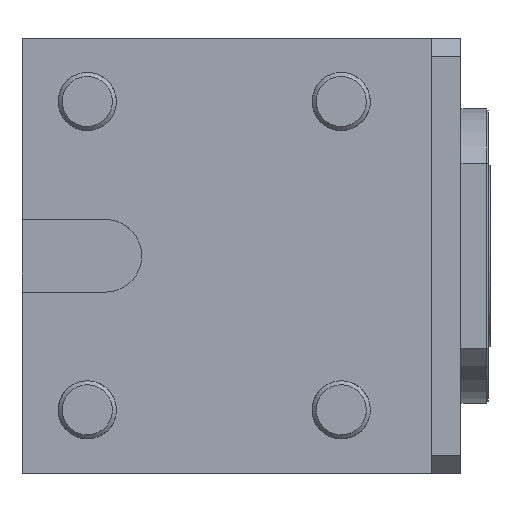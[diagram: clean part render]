
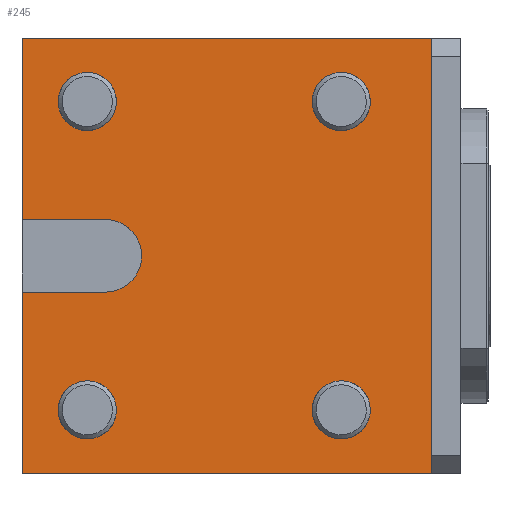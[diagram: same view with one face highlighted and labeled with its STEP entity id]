
A CAD part, top view. The second image highlights one B-rep face of the part: STEP entity #245.
In plain terms, the highlighted planar face has unit normal (0, 0, 1).
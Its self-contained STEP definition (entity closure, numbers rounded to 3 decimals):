
#65=LINE('',#1511,#119);
#76=LINE('',#1534,#130);
#78=LINE('',#1537,#132);
#81=LINE('',#1543,#135);
#82=LINE('',#1545,#136);
#83=LINE('',#1547,#137);
#84=LINE('',#1548,#138);
#119=VECTOR('',#1159,1.);
#130=VECTOR('',#1176,1.);
#132=VECTOR('',#1178,1.);
#135=VECTOR('',#1183,1.);
#136=VECTOR('',#1184,1.);
#137=VECTOR('',#1185,1.);
#138=VECTOR('',#1186,1.);
#170=PLANE('',#1008);
#245=ADVANCED_FACE('',(#317,#318,#319,#320,#321),#170,.F.);
#317=FACE_BOUND('',#394,.T.);
#318=FACE_BOUND('',#395,.T.);
#319=FACE_BOUND('',#396,.T.);
#320=FACE_BOUND('',#397,.T.);
#321=FACE_BOUND('',#398,.T.);
#394=EDGE_LOOP('',(#537,#538,#539,#540,#541,#542,#543,#544));
#395=EDGE_LOOP('',(#545));
#396=EDGE_LOOP('',(#546));
#397=EDGE_LOOP('',(#547));
#398=EDGE_LOOP('',(#548));
#537=ORIENTED_EDGE('',*,*,#818,.F.);
#538=ORIENTED_EDGE('',*,*,#815,.F.);
#539=ORIENTED_EDGE('',*,*,#819,.F.);
#540=ORIENTED_EDGE('',*,*,#820,.F.);
#541=ORIENTED_EDGE('',*,*,#802,.F.);
#542=ORIENTED_EDGE('',*,*,#813,.F.);
#543=ORIENTED_EDGE('',*,*,#821,.F.);
#544=ORIENTED_EDGE('',*,*,#822,.F.);
#545=ORIENTED_EDGE('',*,*,#823,.F.);
#546=ORIENTED_EDGE('',*,*,#824,.F.);
#547=ORIENTED_EDGE('',*,*,#825,.F.);
#548=ORIENTED_EDGE('',*,*,#826,.F.);
#714=VERTEX_POINT('',#1512);
#715=VERTEX_POINT('',#1513);
#722=VERTEX_POINT('',#1533);
#723=VERTEX_POINT('',#1536);
#724=VERTEX_POINT('',#1538);
#726=VERTEX_POINT('',#1544);
#727=VERTEX_POINT('',#1546);
#728=VERTEX_POINT('',#1549);
#729=VERTEX_POINT('',#1552);
#730=VERTEX_POINT('',#1554);
#731=VERTEX_POINT('',#1556);
#732=VERTEX_POINT('',#1558);
#802=EDGE_CURVE('',#714,#715,#65,.T.);
#813=EDGE_CURVE('',#722,#714,#76,.T.);
#815=EDGE_CURVE('',#723,#724,#78,.T.);
#818=EDGE_CURVE('',#724,#726,#81,.T.);
#819=EDGE_CURVE('',#727,#723,#82,.T.);
#820=EDGE_CURVE('',#715,#727,#83,.T.);
#821=EDGE_CURVE('',#728,#722,#84,.T.);
#822=EDGE_CURVE('',#726,#728,#901,.T.);
#823=EDGE_CURVE('',#729,#729,#902,.T.);
#824=EDGE_CURVE('',#730,#730,#903,.T.);
#825=EDGE_CURVE('',#731,#731,#904,.T.);
#826=EDGE_CURVE('',#732,#732,#905,.T.);
#901=CIRCLE('',#1003,10.009);
#902=CIRCLE('',#1004,8.);
#903=CIRCLE('',#1005,8.);
#904=CIRCLE('',#1006,8.);
#905=CIRCLE('',#1007,8.);
#1003=AXIS2_PLACEMENT_3D('',#1550,#1187,#1188);
#1004=AXIS2_PLACEMENT_3D('',#1551,#1189,#1190);
#1005=AXIS2_PLACEMENT_3D('',#1553,#1191,#1192);
#1006=AXIS2_PLACEMENT_3D('',#1555,#1193,#1194);
#1007=AXIS2_PLACEMENT_3D('',#1557,#1195,#1196);
#1008=AXIS2_PLACEMENT_3D('',#1559,#1197,#1198);
#1159=DIRECTION('',(1.,0.,0.));
#1176=DIRECTION('',(0.,1.,0.));
#1178=DIRECTION('',(0.,1.,0.));
#1183=DIRECTION('',(1.,0.,0.));
#1184=DIRECTION('',(-1.,0.,0.));
#1185=DIRECTION('',(0.,-1.,0.));
#1186=DIRECTION('',(-1.,0.,0.));
#1187=DIRECTION('',(0.,0.,1.));
#1188=DIRECTION('',(0.,1.,0.));
#1189=DIRECTION('',(0.,0.,1.));
#1190=DIRECTION('',(-1.,0.,0.));
#1191=DIRECTION('',(0.,0.,1.));
#1192=DIRECTION('',(-1.,0.,0.));
#1193=DIRECTION('',(0.,0.,1.));
#1194=DIRECTION('',(-1.,0.,0.));
#1195=DIRECTION('',(0.,0.,1.));
#1196=DIRECTION('',(-1.,0.,0.));
#1197=DIRECTION('',(0.,0.,-1.));
#1198=DIRECTION('',(1.,0.,0.));
#1511=CARTESIAN_POINT('',(-113.,60.,0.));
#1512=CARTESIAN_POINT('',(-113.,60.,0.));
#1513=CARTESIAN_POINT('',(0.,60.,0.));
#1533=CARTESIAN_POINT('',(-113.,10.009,0.));
#1534=CARTESIAN_POINT('',(-113.,10.,0.));
#1536=CARTESIAN_POINT('',(-113.,-60.,0.));
#1537=CARTESIAN_POINT('',(-113.,-60.,0.));
#1538=CARTESIAN_POINT('',(-113.,-10.009,0.));
#1543=CARTESIAN_POINT('',(-113.,-10.009,0.));
#1544=CARTESIAN_POINT('',(-90.009,-10.009,0.));
#1545=CARTESIAN_POINT('',(0.,-60.,0.));
#1546=CARTESIAN_POINT('',(0.,-60.,0.));
#1547=CARTESIAN_POINT('',(0.,-60.,0.));
#1548=CARTESIAN_POINT('',(-90.009,10.009,0.));
#1549=CARTESIAN_POINT('',(-90.009,10.009,0.));
#1550=CARTESIAN_POINT('',(-90.009,0.,0.));
#1551=CARTESIAN_POINT('',(-25.,42.5,0.));
#1552=CARTESIAN_POINT('',(-33.,42.5,0.));
#1553=CARTESIAN_POINT('',(-95.,-42.5,0.));
#1554=CARTESIAN_POINT('',(-103.,-42.5,0.));
#1555=CARTESIAN_POINT('',(-25.,-42.5,0.));
#1556=CARTESIAN_POINT('',(-33.,-42.5,0.));
#1557=CARTESIAN_POINT('',(-95.,42.5,0.));
#1558=CARTESIAN_POINT('',(-103.,42.5,0.));
#1559=CARTESIAN_POINT('',(-125.433,-60.,0.));
